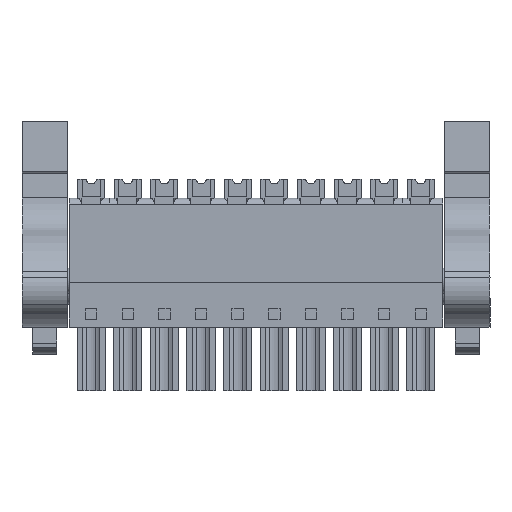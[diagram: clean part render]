
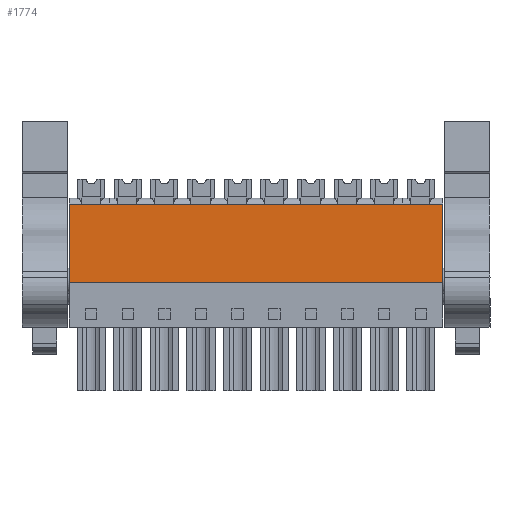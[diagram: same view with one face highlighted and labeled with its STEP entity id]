
A CAD part, front view. The second image highlights one B-rep face of the part: STEP entity #1774.
In plain terms, the highlighted planar face has unit normal (0, -1, 0).
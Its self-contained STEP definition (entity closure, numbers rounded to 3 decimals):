
#1754=AXIS2_PLACEMENT_3D('Plane Axis2P3D',#1751,#1752,#1753) ;
#77=CARTESIAN_POINT('Vertex',(4.9,2.029,11.25)) ;
#80=CARTESIAN_POINT('Line Origine',(4.9,2.029,15.325)) ;
#84=CARTESIAN_POINT('Vertex',(4.9,2.029,19.4)) ;
#1735=CARTESIAN_POINT('Vertex',(43.79,2.029,11.25)) ;
#1738=CARTESIAN_POINT('Line Origine',(24.345,2.029,11.25)) ;
#1751=CARTESIAN_POINT('Axis2P3D Location',(27.66,2.029,19.4)) ;
#1756=CARTESIAN_POINT('Line Origine',(43.79,2.029,15.325)) ;
#1760=CARTESIAN_POINT('Vertex',(43.79,2.029,19.4)) ;
#1763=CARTESIAN_POINT('Line Origine',(24.345,2.029,19.4)) ;
#81=DIRECTION('Vector Direction',(0.,0.,1.)) ;
#1739=DIRECTION('Vector Direction',(1.,0.,0.)) ;
#1752=DIRECTION('Axis2P3D Direction',(0.,-1.,0.)) ;
#1753=DIRECTION('Axis2P3D XDirection',(0.,0.,-1.)) ;
#1757=DIRECTION('Vector Direction',(0.,0.,-1.)) ;
#1764=DIRECTION('Vector Direction',(1.,0.,0.)) ;
#82=VECTOR('Line Direction',#81,1.) ;
#1740=VECTOR('Line Direction',#1739,1.) ;
#1758=VECTOR('Line Direction',#1757,1.) ;
#1765=VECTOR('Line Direction',#1764,1.) ;
#1769=ORIENTED_EDGE('',*,*,#1742,.T.) ;
#1770=ORIENTED_EDGE('',*,*,#1762,.F.) ;
#1771=ORIENTED_EDGE('',*,*,#1767,.F.) ;
#1772=ORIENTED_EDGE('',*,*,#86,.F.) ;
#1774=ADVANCED_FACE('HOUSING',(#1773),#1755,.T.) ;
#86=EDGE_CURVE('',#78,#85,#83,.T.) ;
#1742=EDGE_CURVE('',#78,#1736,#1741,.T.) ;
#1762=EDGE_CURVE('',#1761,#1736,#1759,.T.) ;
#1767=EDGE_CURVE('',#85,#1761,#1766,.T.) ;
#1768=EDGE_LOOP('',(#1769,#1770,#1771,#1772)) ;
#1773=FACE_OUTER_BOUND('',#1768,.T.) ;
#83=LINE('Line',#80,#82) ;
#1741=LINE('Line',#1738,#1740) ;
#1759=LINE('Line',#1756,#1758) ;
#1766=LINE('Line',#1763,#1765) ;
#1755=PLANE('',#1754) ;
#78=VERTEX_POINT('',#77) ;
#85=VERTEX_POINT('',#84) ;
#1736=VERTEX_POINT('',#1735) ;
#1761=VERTEX_POINT('',#1760) ;
